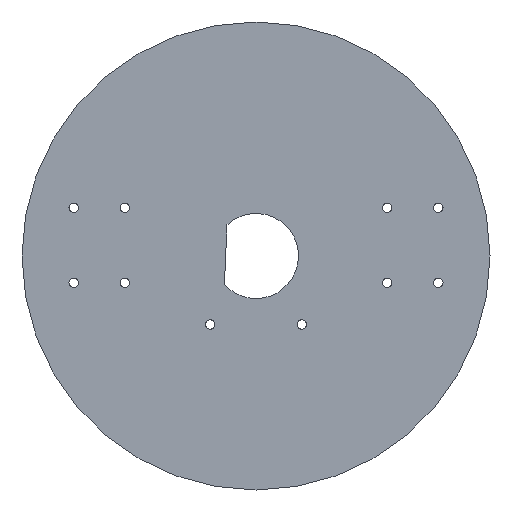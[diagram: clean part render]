
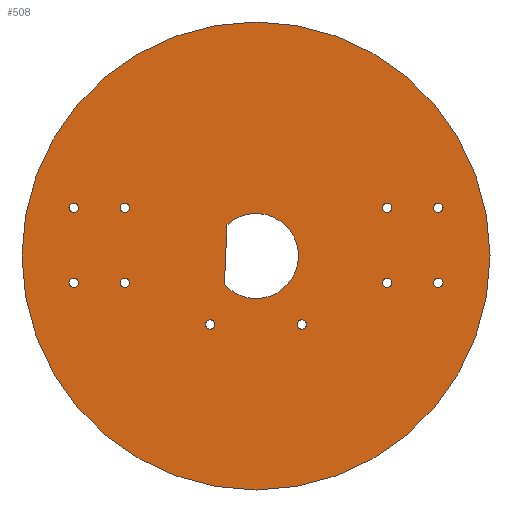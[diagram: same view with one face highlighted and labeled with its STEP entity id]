
A CAD part, front view. The second image highlights one B-rep face of the part: STEP entity #508.
In plain terms, the highlighted planar face has unit normal (0, -1, 0).
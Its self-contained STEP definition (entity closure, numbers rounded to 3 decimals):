
#1=CARTESIAN_POINT('',(0.,0.,0.));
#2=DIRECTION('',(0.,1.,0.));
#3=DIRECTION('',(1.,0.,0.));
#4=AXIS2_PLACEMENT_3D('',#1,#2,#3);
#6=CARTESIAN_POINT('',(0.,0.,0.));
#7=DIRECTION('',(0.,1.,0.));
#8=DIRECTION('',(-1.,0.,0.));
#9=AXIS2_PLACEMENT_3D('',#6,#7,#8);
#11=CARTESIAN_POINT('',(16.15,0.,-24.15));
#12=DIRECTION('',(0.,1.,0.));
#13=DIRECTION('',(0.,0.,-1.));
#14=AXIS2_PLACEMENT_3D('',#11,#12,#13);
#16=CARTESIAN_POINT('',(16.15,0.,-24.15));
#17=DIRECTION('',(0.,1.,0.));
#18=DIRECTION('',(0.,0.,1.));
#19=AXIS2_PLACEMENT_3D('',#16,#17,#18);
#21=CARTESIAN_POINT('',(-16.15,0.,-24.15));
#22=DIRECTION('',(0.,1.,0.));
#23=DIRECTION('',(0.,0.,-1.));
#24=AXIS2_PLACEMENT_3D('',#21,#22,#23);
#26=CARTESIAN_POINT('',(-16.15,0.,-24.15));
#27=DIRECTION('',(0.,1.,0.));
#28=DIRECTION('',(0.,0.,1.));
#29=AXIS2_PLACEMENT_3D('',#26,#27,#28);
#31=DIRECTION('',(0.043,0.,0.999));
#32=VECTOR('',#31,21.027);
#33=CARTESIAN_POINT('',(-11.137,0.,-10.048));
#34=LINE('',#33,#32);
#35=CARTESIAN_POINT('',(-46.26,0.,-9.425));
#36=DIRECTION('',(0.,-1.,0.));
#37=DIRECTION('',(1.,0.,0.));
#38=AXIS2_PLACEMENT_3D('',#35,#36,#37);
#40=CARTESIAN_POINT('',(-46.26,0.,-9.425));
#41=DIRECTION('',(0.,-1.,0.));
#42=DIRECTION('',(-1.,0.,0.));
#43=AXIS2_PLACEMENT_3D('',#40,#41,#42);
#45=CARTESIAN_POINT('',(-46.26,0.,16.975));
#46=DIRECTION('',(0.,-1.,0.));
#47=DIRECTION('',(1.,0.,0.));
#48=AXIS2_PLACEMENT_3D('',#45,#46,#47);
#50=CARTESIAN_POINT('',(-46.26,0.,16.975));
#51=DIRECTION('',(0.,-1.,0.));
#52=DIRECTION('',(-1.,0.,0.));
#53=AXIS2_PLACEMENT_3D('',#50,#51,#52);
#55=CARTESIAN_POINT('',(-64.265,0.,-9.425));
#56=DIRECTION('',(0.,-1.,0.));
#57=DIRECTION('',(1.,0.,0.));
#58=AXIS2_PLACEMENT_3D('',#55,#56,#57);
#60=CARTESIAN_POINT('',(-64.265,0.,-9.425));
#61=DIRECTION('',(0.,-1.,0.));
#62=DIRECTION('',(-1.,0.,0.));
#63=AXIS2_PLACEMENT_3D('',#60,#61,#62);
#65=CARTESIAN_POINT('',(-64.265,0.,16.975));
#66=DIRECTION('',(0.,-1.,0.));
#67=DIRECTION('',(1.,0.,0.));
#68=AXIS2_PLACEMENT_3D('',#65,#66,#67);
#70=CARTESIAN_POINT('',(-64.265,0.,16.975));
#71=DIRECTION('',(0.,-1.,0.));
#72=DIRECTION('',(-1.,0.,0.));
#73=AXIS2_PLACEMENT_3D('',#70,#71,#72);
#75=CARTESIAN_POINT('',(46.265,0.,16.975));
#76=DIRECTION('',(0.,-1.,0.));
#77=DIRECTION('',(1.,0.,0.));
#78=AXIS2_PLACEMENT_3D('',#75,#76,#77);
#80=CARTESIAN_POINT('',(46.265,0.,16.975));
#81=DIRECTION('',(0.,-1.,0.));
#82=DIRECTION('',(-1.,0.,0.));
#83=AXIS2_PLACEMENT_3D('',#80,#81,#82);
#85=CARTESIAN_POINT('',(46.265,0.,-9.425));
#86=DIRECTION('',(0.,-1.,0.));
#87=DIRECTION('',(1.,0.,0.));
#88=AXIS2_PLACEMENT_3D('',#85,#86,#87);
#90=CARTESIAN_POINT('',(46.265,0.,-9.425));
#91=DIRECTION('',(0.,-1.,0.));
#92=DIRECTION('',(-1.,0.,0.));
#93=AXIS2_PLACEMENT_3D('',#90,#91,#92);
#95=CARTESIAN_POINT('',(64.275,0.,16.975));
#96=DIRECTION('',(0.,-1.,0.));
#97=DIRECTION('',(1.,0.,0.));
#98=AXIS2_PLACEMENT_3D('',#95,#96,#97);
#100=CARTESIAN_POINT('',(64.275,0.,16.975));
#101=DIRECTION('',(0.,-1.,0.));
#102=DIRECTION('',(-1.,0.,0.));
#103=AXIS2_PLACEMENT_3D('',#100,#101,#102);
#105=CARTESIAN_POINT('',(64.27,0.,-9.425));
#106=DIRECTION('',(0.,-1.,0.));
#107=DIRECTION('',(1.,0.,0.));
#108=AXIS2_PLACEMENT_3D('',#105,#106,#107);
#110=CARTESIAN_POINT('',(64.27,0.,-9.425));
#111=DIRECTION('',(0.,-1.,0.));
#112=DIRECTION('',(-1.,0.,0.));
#113=AXIS2_PLACEMENT_3D('',#110,#111,#112);
#262=CARTESIAN_POINT('',(0.,0.,0.));
#263=DIRECTION('',(0.,1.,0.));
#264=DIRECTION('',(-0.683,0.,0.731));
#265=AXIS2_PLACEMENT_3D('',#262,#263,#264);
#335=CARTESIAN_POINT('',(82.5,0.,0.));
#336=CARTESIAN_POINT('',(-82.5,0.,0.));
#337=VERTEX_POINT('',#335);
#338=VERTEX_POINT('',#336);
#343=CARTESIAN_POINT('',(16.15,0.,-25.815));
#344=CARTESIAN_POINT('',(16.15,0.,-22.485));
#345=VERTEX_POINT('',#343);
#346=VERTEX_POINT('',#344);
#347=CARTESIAN_POINT('',(-16.15,0.,-25.815));
#348=CARTESIAN_POINT('',(-16.15,0.,-22.485));
#349=VERTEX_POINT('',#347);
#350=VERTEX_POINT('',#348);
#359=CARTESIAN_POINT('',(-11.137,0.,-10.048));
#361=VERTEX_POINT('',#359);
#363=CARTESIAN_POINT('',(-10.241,0.,10.96));
#365=VERTEX_POINT('',#363);
#367=CARTESIAN_POINT('',(-44.595,0.,-9.425));
#368=CARTESIAN_POINT('',(-47.925,0.,-9.425));
#369=VERTEX_POINT('',#367);
#370=VERTEX_POINT('',#368);
#375=CARTESIAN_POINT('',(-44.595,0.,16.975));
#376=CARTESIAN_POINT('',(-47.925,0.,16.975));
#377=VERTEX_POINT('',#375);
#378=VERTEX_POINT('',#376);
#379=CARTESIAN_POINT('',(-62.6,0.,-9.425));
#380=CARTESIAN_POINT('',(-65.93,0.,-9.425));
#381=VERTEX_POINT('',#379);
#382=VERTEX_POINT('',#380);
#383=CARTESIAN_POINT('',(-62.6,0.,16.975));
#384=CARTESIAN_POINT('',(-65.93,0.,16.975));
#385=VERTEX_POINT('',#383);
#386=VERTEX_POINT('',#384);
#399=CARTESIAN_POINT('',(47.93,0.,16.975));
#400=CARTESIAN_POINT('',(44.6,0.,16.975));
#401=VERTEX_POINT('',#399);
#402=VERTEX_POINT('',#400);
#403=CARTESIAN_POINT('',(47.93,0.,-9.425));
#404=CARTESIAN_POINT('',(44.6,0.,-9.425));
#405=VERTEX_POINT('',#403);
#406=VERTEX_POINT('',#404);
#407=CARTESIAN_POINT('',(65.94,0.,16.975));
#408=CARTESIAN_POINT('',(62.61,0.,16.975));
#409=VERTEX_POINT('',#407);
#410=VERTEX_POINT('',#408);
#411=CARTESIAN_POINT('',(65.935,0.,-9.425));
#412=CARTESIAN_POINT('',(62.605,0.,-9.425));
#413=VERTEX_POINT('',#411);
#414=VERTEX_POINT('',#412);
#431=CARTESIAN_POINT('',(0.,0.,0.));
#432=DIRECTION('',(0.,1.,0.));
#433=DIRECTION('',(1.,0.,0.));
#434=AXIS2_PLACEMENT_3D('',#431,#432,#433);
#435=PLANE('',#434);
#437=ORIENTED_EDGE('',*,*,#436,.T.);
#439=ORIENTED_EDGE('',*,*,#438,.T.);
#440=EDGE_LOOP('',(#437,#439));
#441=FACE_OUTER_BOUND('',#440,.F.);
#443=ORIENTED_EDGE('',*,*,#442,.F.);
#445=ORIENTED_EDGE('',*,*,#444,.F.);
#446=EDGE_LOOP('',(#443,#445));
#447=FACE_BOUND('',#446,.F.);
#449=ORIENTED_EDGE('',*,*,#448,.F.);
#451=ORIENTED_EDGE('',*,*,#450,.F.);
#452=EDGE_LOOP('',(#449,#451));
#453=FACE_BOUND('',#452,.F.);
#455=ORIENTED_EDGE('',*,*,#454,.F.);
#457=ORIENTED_EDGE('',*,*,#456,.F.);
#458=EDGE_LOOP('',(#455,#457));
#459=FACE_BOUND('',#458,.F.);
#461=ORIENTED_EDGE('',*,*,#460,.T.);
#463=ORIENTED_EDGE('',*,*,#462,.T.);
#464=EDGE_LOOP('',(#461,#463));
#465=FACE_BOUND('',#464,.F.);
#467=ORIENTED_EDGE('',*,*,#466,.T.);
#469=ORIENTED_EDGE('',*,*,#468,.T.);
#470=EDGE_LOOP('',(#467,#469));
#471=FACE_BOUND('',#470,.F.);
#473=ORIENTED_EDGE('',*,*,#472,.T.);
#475=ORIENTED_EDGE('',*,*,#474,.T.);
#476=EDGE_LOOP('',(#473,#475));
#477=FACE_BOUND('',#476,.F.);
#479=ORIENTED_EDGE('',*,*,#478,.T.);
#481=ORIENTED_EDGE('',*,*,#480,.T.);
#482=EDGE_LOOP('',(#479,#481));
#483=FACE_BOUND('',#482,.F.);
#485=ORIENTED_EDGE('',*,*,#484,.T.);
#487=ORIENTED_EDGE('',*,*,#486,.T.);
#488=EDGE_LOOP('',(#485,#487));
#489=FACE_BOUND('',#488,.F.);
#491=ORIENTED_EDGE('',*,*,#490,.T.);
#493=ORIENTED_EDGE('',*,*,#492,.T.);
#494=EDGE_LOOP('',(#491,#493));
#495=FACE_BOUND('',#494,.F.);
#497=ORIENTED_EDGE('',*,*,#496,.T.);
#499=ORIENTED_EDGE('',*,*,#498,.T.);
#500=EDGE_LOOP('',(#497,#499));
#501=FACE_BOUND('',#500,.F.);
#503=ORIENTED_EDGE('',*,*,#502,.T.);
#505=ORIENTED_EDGE('',*,*,#504,.T.);
#506=EDGE_LOOP('',(#503,#505));
#507=FACE_BOUND('',#506,.F.);
#508=ADVANCED_FACE('',(#441,#447,#453,#459,#465,#471,#477,#483,#489,#495,#501,
#507),#435,.F.);
#5=CIRCLE('',#4,82.5);
#10=CIRCLE('',#9,82.5);
#15=CIRCLE('',#14,1.665);
#20=CIRCLE('',#19,1.665);
#25=CIRCLE('',#24,1.665);
#30=CIRCLE('',#29,1.665);
#39=CIRCLE('',#38,1.665);
#44=CIRCLE('',#43,1.665);
#49=CIRCLE('',#48,1.665);
#54=CIRCLE('',#53,1.665);
#59=CIRCLE('',#58,1.665);
#64=CIRCLE('',#63,1.665);
#69=CIRCLE('',#68,1.665);
#74=CIRCLE('',#73,1.665);
#79=CIRCLE('',#78,1.665);
#84=CIRCLE('',#83,1.665);
#89=CIRCLE('',#88,1.665);
#94=CIRCLE('',#93,1.665);
#99=CIRCLE('',#98,1.665);
#104=CIRCLE('',#103,1.665);
#109=CIRCLE('',#108,1.665);
#114=CIRCLE('',#113,1.665);
#266=CIRCLE('',#265,15.);
#436=EDGE_CURVE('',#337,#338,#5,.T.);
#438=EDGE_CURVE('',#338,#337,#10,.T.);
#442=EDGE_CURVE('',#345,#346,#15,.T.);
#444=EDGE_CURVE('',#346,#345,#20,.T.);
#448=EDGE_CURVE('',#349,#350,#25,.T.);
#450=EDGE_CURVE('',#350,#349,#30,.T.);
#454=EDGE_CURVE('',#365,#361,#266,.T.);
#456=EDGE_CURVE('',#361,#365,#34,.T.);
#460=EDGE_CURVE('',#369,#370,#39,.T.);
#462=EDGE_CURVE('',#370,#369,#44,.T.);
#466=EDGE_CURVE('',#377,#378,#49,.T.);
#468=EDGE_CURVE('',#378,#377,#54,.T.);
#472=EDGE_CURVE('',#381,#382,#59,.T.);
#474=EDGE_CURVE('',#382,#381,#64,.T.);
#478=EDGE_CURVE('',#385,#386,#69,.T.);
#480=EDGE_CURVE('',#386,#385,#74,.T.);
#484=EDGE_CURVE('',#401,#402,#79,.T.);
#486=EDGE_CURVE('',#402,#401,#84,.T.);
#490=EDGE_CURVE('',#405,#406,#89,.T.);
#492=EDGE_CURVE('',#406,#405,#94,.T.);
#496=EDGE_CURVE('',#409,#410,#99,.T.);
#498=EDGE_CURVE('',#410,#409,#104,.T.);
#502=EDGE_CURVE('',#413,#414,#109,.T.);
#504=EDGE_CURVE('',#414,#413,#114,.T.);
